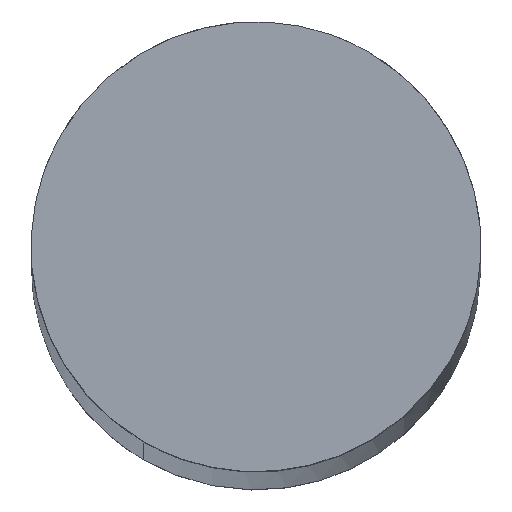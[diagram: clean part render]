
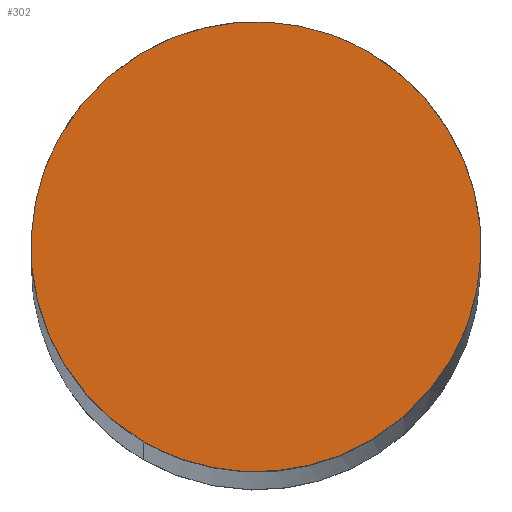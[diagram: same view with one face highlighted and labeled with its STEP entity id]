
A CAD part, top view. The second image highlights one B-rep face of the part: STEP entity #302.
In plain terms, the highlighted free-form (B-spline) face has degree [1, 1] with [2, 2] control points.
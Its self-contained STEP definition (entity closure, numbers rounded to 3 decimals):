
#9 = VERTEX_POINT ( 'NONE', #441 ) ;
#74 =( BOUNDED_CURVE ( )  B_SPLINE_CURVE ( 2, ( #416, #484, #845 ),
 .UNSPECIFIED., .F., .T. ) 
 B_SPLINE_CURVE_WITH_KNOTS ( ( 3, 3 ),
 ( 90., 180. ),
 .UNSPECIFIED. ) 
 CURVE ( )  GEOMETRIC_REPRESENTATION_ITEM ( )  RATIONAL_B_SPLINE_CURVE ( ( 1., 0.707, 1. ) ) 
 REPRESENTATION_ITEM ( '' )  );
#92 = VERTEX_POINT ( 'NONE', #661 ) ;
#96 = CARTESIAN_POINT ( 'NONE',  ( 2160.505, 2273.615, 1359.5 ) ) ;
#160 = CARTESIAN_POINT ( 'NONE',  ( 2190.505, 2325.576, 1359.5 ) ) ;
#208 = CARTESIAN_POINT ( 'NONE',  ( 2201.486, 2284.595, 1359.5 ) ) ;
#236 = CARTESIAN_POINT ( 'NONE',  ( 2164.085, 2342.215, 1359.5 ) ) ;
#245 = FACE_OUTER_BOUND ( 'NONE', #713, .T. ) ;
#274 = EDGE_CURVE ( 'NONE', #9, #92, #415, .T. ) ;
#294 = ORIENTED_EDGE ( 'NONE', *, *, #358, .F. ) ;
#296 = EDGE_CURVE ( 'NONE', #645, #9, #74, .T. ) ;
#301 = CARTESIAN_POINT ( 'NONE',  ( 2160.505, 2273.615, 1359.5 ) ) ;
#302 = ADVANCED_FACE ( 'NONE', ( #245 ), #797, .T. ) ;
#358 = EDGE_CURVE ( 'NONE', #852, #645, #833, .T. ) ;
#376 = CARTESIAN_POINT ( 'NONE',  ( 2201.486, 2284.595, 1359.5 ) ) ;
#415 =( BOUNDED_CURVE ( )  B_SPLINE_CURVE ( 2, ( #160, #566, #208 ),
 .UNSPECIFIED., .F., .T. ) 
 B_SPLINE_CURVE_WITH_KNOTS ( ( 3, 3 ),
 ( 180., 270. ),
 .UNSPECIFIED. ) 
 CURVE ( )  GEOMETRIC_REPRESENTATION_ITEM ( )  RATIONAL_B_SPLINE_CURVE ( ( 1., 0.707, 1. ) ) 
 REPRESENTATION_ITEM ( '' )  );
#416 = CARTESIAN_POINT ( 'NONE',  ( 2149.524, 2314.595, 1359.5 ) ) ;
#439 = CARTESIAN_POINT ( 'NONE',  ( 2218.125, 2311.015, 1359.5 ) ) ;
#441 = CARTESIAN_POINT ( 'NONE',  ( 2190.505, 2325.576, 1359.5 ) ) ;
#453 = CARTESIAN_POINT ( 'NONE',  ( 2132.885, 2288.175, 1359.5 ) ) ;
#484 = CARTESIAN_POINT ( 'NONE',  ( 2164.524, 2340.576, 1359.5 ) ) ;
#509 = CARTESIAN_POINT ( 'NONE',  ( 2149.524, 2314.595, 1359.5 ) ) ;
#549 = EDGE_CURVE ( 'NONE', #92, #852, #793, .T. ) ;
#566 = CARTESIAN_POINT ( 'NONE',  ( 2216.486, 2310.576, 1359.5 ) ) ;
#574 = CARTESIAN_POINT ( 'NONE',  ( 2186.925, 2256.975, 1359.5 ) ) ;
#581 = ORIENTED_EDGE ( 'NONE', *, *, #549, .F. ) ;
#645 = VERTEX_POINT ( 'NONE', #683 ) ;
#661 = CARTESIAN_POINT ( 'NONE',  ( 2201.486, 2284.595, 1359.5 ) ) ;
#670 = CARTESIAN_POINT ( 'NONE',  ( 2160.505, 2273.615, 1359.5 ) ) ;
#683 = CARTESIAN_POINT ( 'NONE',  ( 2149.524, 2314.595, 1359.5 ) ) ;
#713 = EDGE_LOOP ( 'NONE', ( #810, #294, #581, #838 ) ) ;
#793 =( BOUNDED_CURVE ( )  B_SPLINE_CURVE ( 2, ( #376, #874, #670 ),
 .UNSPECIFIED., .F., .T. ) 
 B_SPLINE_CURVE_WITH_KNOTS ( ( 3, 3 ),
 ( 270., 360. ),
 .UNSPECIFIED. ) 
 CURVE ( )  GEOMETRIC_REPRESENTATION_ITEM ( )  RATIONAL_B_SPLINE_CURVE ( ( 1., 0.707, 1. ) ) 
 REPRESENTATION_ITEM ( '' )  );
#797 = B_SPLINE_SURFACE_WITH_KNOTS ( 'NONE', 1, 1, ( 
 ( #236, #439 ),
 ( #453, #574 ) ),
 .UNSPECIFIED., .F., .F., .F.,
 ( 2, 2 ),
 ( 2, 2 ),
 ( -31.2, 31.2 ),
 ( -31.2, 31.2 ),
 .UNSPECIFIED. ) ;
#798 = CARTESIAN_POINT ( 'NONE',  ( 2134.524, 2288.615, 1359.5 ) ) ;
#810 = ORIENTED_EDGE ( 'NONE', *, *, #296, .F. ) ;
#833 =( BOUNDED_CURVE ( )  B_SPLINE_CURVE ( 2, ( #301, #798, #509 ),
 .UNSPECIFIED., .F., .T. ) 
 B_SPLINE_CURVE_WITH_KNOTS ( ( 3, 3 ),
 ( 0., 90. ),
 .UNSPECIFIED. ) 
 CURVE ( )  GEOMETRIC_REPRESENTATION_ITEM ( )  RATIONAL_B_SPLINE_CURVE ( ( 1., 0.707, 1. ) ) 
 REPRESENTATION_ITEM ( '' )  );
#838 = ORIENTED_EDGE ( 'NONE', *, *, #274, .F. ) ;
#845 = CARTESIAN_POINT ( 'NONE',  ( 2190.505, 2325.576, 1359.5 ) ) ;
#852 = VERTEX_POINT ( 'NONE', #96 ) ;
#874 = CARTESIAN_POINT ( 'NONE',  ( 2186.486, 2258.615, 1359.5 ) ) ;
